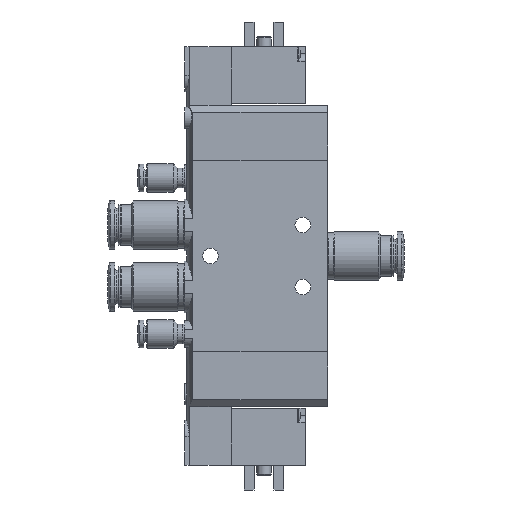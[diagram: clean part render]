
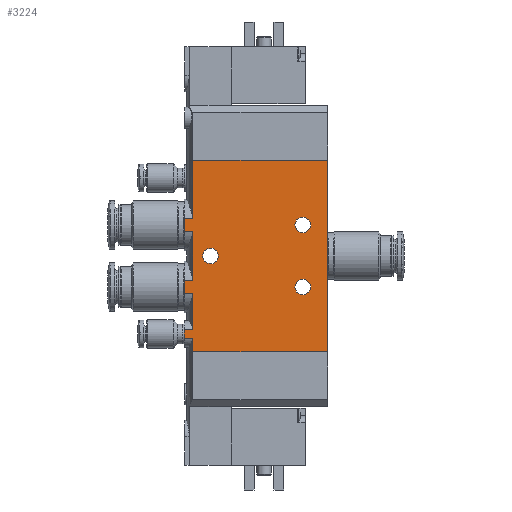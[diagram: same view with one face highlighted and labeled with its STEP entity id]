
A CAD part, left-side view. The second image highlights one B-rep face of the part: STEP entity #3224.
In plain terms, the highlighted face is planar.
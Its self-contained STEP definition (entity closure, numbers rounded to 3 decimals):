
#111=PLANE('',#4065);
#280=CIRCLE('',#4053,2.2);
#282=CIRCLE('',#4056,2.2);
#287=CIRCLE('',#4066,2.2);
#518=ORIENTED_EDGE('',*,*,#1329,.T.);
#519=ORIENTED_EDGE('',*,*,#1366,.T.);
#520=ORIENTED_EDGE('',*,*,#1359,.F.);
#521=ORIENTED_EDGE('',*,*,#1318,.T.);
#522=ORIENTED_EDGE('',*,*,#1331,.T.);
#523=ORIENTED_EDGE('',*,*,#1320,.T.);
#524=ORIENTED_EDGE('',*,*,#1361,.F.);
#525=ORIENTED_EDGE('',*,*,#1310,.T.);
#526=ORIENTED_EDGE('',*,*,#1334,.T.);
#527=ORIENTED_EDGE('',*,*,#1312,.T.);
#528=ORIENTED_EDGE('',*,*,#1353,.F.);
#529=ORIENTED_EDGE('',*,*,#1343,.T.);
#530=ORIENTED_EDGE('',*,*,#1347,.T.);
#531=ORIENTED_EDGE('',*,*,#1345,.T.);
#532=ORIENTED_EDGE('',*,*,#1356,.F.);
#533=ORIENTED_EDGE('',*,*,#1367,.F.);
#534=ORIENTED_EDGE('',*,*,#1351,.F.);
#535=ORIENTED_EDGE('',*,*,#1349,.F.);
#536=ORIENTED_EDGE('',*,*,#1368,.F.);
#1310=EDGE_CURVE('',#1749,#1748,#2065,.F.);
#1312=EDGE_CURVE('',#1750,#1751,#2066,.T.);
#1318=EDGE_CURVE('',#1757,#1756,#2069,.F.);
#1320=EDGE_CURVE('',#1758,#1759,#2070,.T.);
#1329=EDGE_CURVE('',#1768,#1767,#2074,.T.);
#1331=EDGE_CURVE('',#1756,#1758,#2076,.T.);
#1334=EDGE_CURVE('',#1748,#1750,#2078,.T.);
#1343=EDGE_CURVE('',#1776,#1777,#2083,.F.);
#1345=EDGE_CURVE('',#1779,#1778,#2084,.T.);
#1347=EDGE_CURVE('',#1777,#1779,#2085,.T.);
#1349=EDGE_CURVE('',#1781,#1781,#280,.F.);
#1351=EDGE_CURVE('',#1783,#1783,#282,.F.);
#1353=EDGE_CURVE('',#1776,#1751,#2086,.T.);
#1356=EDGE_CURVE('',#1786,#1778,#2088,.T.);
#1359=EDGE_CURVE('',#1757,#1788,#2091,.T.);
#1361=EDGE_CURVE('',#1749,#1759,#2092,.T.);
#1366=EDGE_CURVE('',#1767,#1788,#2096,.T.);
#1367=EDGE_CURVE('',#1768,#1786,#2097,.T.);
#1368=EDGE_CURVE('',#1790,#1790,#287,.F.);
#1748=VERTEX_POINT('',#5432);
#1749=VERTEX_POINT('',#5434);
#1750=VERTEX_POINT('',#5446);
#1751=VERTEX_POINT('',#5447);
#1756=VERTEX_POINT('',#5466);
#1757=VERTEX_POINT('',#5468);
#1758=VERTEX_POINT('',#5480);
#1759=VERTEX_POINT('',#5481);
#1767=VERTEX_POINT('',#5506);
#1768=VERTEX_POINT('',#5508);
#1776=VERTEX_POINT('',#5545);
#1777=VERTEX_POINT('',#5546);
#1778=VERTEX_POINT('',#5558);
#1779=VERTEX_POINT('',#5560);
#1781=VERTEX_POINT('',#5568);
#1783=VERTEX_POINT('',#5573);
#1786=VERTEX_POINT('',#5581);
#1788=VERTEX_POINT('',#5588);
#1790=VERTEX_POINT('',#5602);
#2065=LINE('',#5433,#2270);
#2066=LINE('',#5445,#2271);
#2069=LINE('',#5467,#2274);
#2070=LINE('',#5479,#2275);
#2074=LINE('',#5507,#2279);
#2076=LINE('',#5511,#2281);
#2078=LINE('',#5516,#2283);
#2083=LINE('',#5544,#2288);
#2084=LINE('',#5559,#2289);
#2085=LINE('',#5563,#2290);
#2086=LINE('',#5577,#2291);
#2088=LINE('',#5582,#2293);
#2091=LINE('',#5587,#2296);
#2092=LINE('',#5591,#2297);
#2096=LINE('',#5599,#2301);
#2097=LINE('',#5600,#2302);
#2270=VECTOR('',#4432,1000.);
#2271=VECTOR('',#4435,1000.);
#2274=VECTOR('',#4444,1000.);
#2275=VECTOR('',#4447,1000.);
#2279=VECTOR('',#4461,1000.);
#2281=VECTOR('',#4465,1000.);
#2283=VECTOR('',#4471,1000.);
#2288=VECTOR('',#4488,1000.);
#2289=VECTOR('',#4489,1000.);
#2290=VECTOR('',#4494,1000.);
#2291=VECTOR('',#4511,1000.);
#2293=VECTOR('',#4515,1000.);
#2296=VECTOR('',#4520,1000.);
#2297=VECTOR('',#4525,1000.);
#2301=VECTOR('',#4535,1000.);
#2302=VECTOR('',#4536,1000.);
#2503=EDGE_LOOP('',(#518,#519,#520,#521,#522,#523,#524,#525,#526,#527,#528,
#529,#530,#531,#532,#533));
#2504=EDGE_LOOP('',(#534));
#2505=EDGE_LOOP('',(#535));
#2506=EDGE_LOOP('',(#536));
#2829=FACE_BOUND('',#2503,.T.);
#2830=FACE_BOUND('',#2504,.T.);
#2831=FACE_BOUND('',#2505,.T.);
#2832=FACE_BOUND('',#2506,.T.);
#3224=ADVANCED_FACE('',(#2829,#2830,#2831,#2832),#111,.F.);
#4053=AXIS2_PLACEMENT_3D('',#5567,#4499,#4500);
#4056=AXIS2_PLACEMENT_3D('',#5572,#4505,#4506);
#4065=AXIS2_PLACEMENT_3D('',#5598,#4533,#4534);
#4066=AXIS2_PLACEMENT_3D('',#5601,#4537,#4538);
#4432=DIRECTION('',(0.,-1.,0.));
#4435=DIRECTION('',(0.,-1.,0.));
#4444=DIRECTION('',(0.,-1.,0.));
#4447=DIRECTION('',(0.,-1.,0.));
#4461=DIRECTION('',(-1.,0.,0.));
#4465=DIRECTION('',(1.,0.,0.));
#4471=DIRECTION('',(1.,0.,0.));
#4488=DIRECTION('',(0.,-1.,0.));
#4489=DIRECTION('',(0.,-1.,0.));
#4494=DIRECTION('',(1.,0.,0.));
#4499=DIRECTION('',(0.,0.,1.));
#4500=DIRECTION('',(1.,0.,0.));
#4505=DIRECTION('',(0.,0.,1.));
#4506=DIRECTION('',(1.,0.,0.));
#4511=DIRECTION('',(-1.,0.,0.));
#4515=DIRECTION('',(-1.,0.,0.));
#4520=DIRECTION('',(-1.,0.,0.));
#4525=DIRECTION('',(-1.,0.,0.));
#4533=DIRECTION('',(0.,0.,1.));
#4534=DIRECTION('',(1.,0.,0.));
#4535=DIRECTION('',(0.,1.,0.));
#4536=DIRECTION('',(0.,1.,0.));
#4537=DIRECTION('',(0.,0.,1.));
#4538=DIRECTION('',(1.,0.,0.));
#5432=CARTESIAN_POINT('',(33.863,40.4,-7.));
#5433=CARTESIAN_POINT('',(33.863,0.,-7.));
#5434=CARTESIAN_POINT('',(33.863,38.066,-7.));
#5445=CARTESIAN_POINT('',(37.637,0.,-7.));
#5446=CARTESIAN_POINT('',(37.637,40.4,-7.));
#5447=CARTESIAN_POINT('',(37.637,38.066,-7.));
#5466=CARTESIAN_POINT('',(16.363,40.4,-7.));
#5467=CARTESIAN_POINT('',(16.363,0.,-7.));
#5468=CARTESIAN_POINT('',(16.363,38.066,-7.));
#5479=CARTESIAN_POINT('',(20.137,0.,-7.));
#5480=CARTESIAN_POINT('',(20.137,40.4,-7.));
#5481=CARTESIAN_POINT('',(20.137,38.066,-7.));
#5506=CARTESIAN_POINT('',(0.,0.,-7.));
#5507=CARTESIAN_POINT('',(54.,0.,-7.));
#5508=CARTESIAN_POINT('',(54.,0.,-7.));
#5511=CARTESIAN_POINT('',(18.25,40.4,-7.));
#5516=CARTESIAN_POINT('',(35.75,40.4,-7.));
#5544=CARTESIAN_POINT('',(47.8,0.,-7.));
#5545=CARTESIAN_POINT('',(47.8,38.066,-7.));
#5546=CARTESIAN_POINT('',(47.8,40.4,-7.));
#5558=CARTESIAN_POINT('',(50.2,38.066,-7.));
#5559=CARTESIAN_POINT('',(50.2,0.,-7.));
#5560=CARTESIAN_POINT('',(50.2,40.4,-7.));
#5563=CARTESIAN_POINT('',(49.,40.4,-7.));
#5567=CARTESIAN_POINT('',(18.25,7.,-7.));
#5568=CARTESIAN_POINT('',(20.45,7.,-7.));
#5572=CARTESIAN_POINT('',(35.75,7.,-7.));
#5573=CARTESIAN_POINT('',(37.95,7.,-7.));
#5577=CARTESIAN_POINT('',(54.,38.066,-7.));
#5581=CARTESIAN_POINT('',(54.,38.066,-7.));
#5582=CARTESIAN_POINT('',(54.,38.066,-7.));
#5587=CARTESIAN_POINT('',(54.,38.066,-7.));
#5588=CARTESIAN_POINT('',(0.,38.066,-7.));
#5591=CARTESIAN_POINT('',(54.,38.066,-7.));
#5598=CARTESIAN_POINT('',(54.,0.,-7.));
#5599=CARTESIAN_POINT('',(0.,0.,-7.));
#5600=CARTESIAN_POINT('',(54.,0.,-7.));
#5601=CARTESIAN_POINT('',(27.,33.,-7.));
#5602=CARTESIAN_POINT('',(29.2,33.,-7.));
